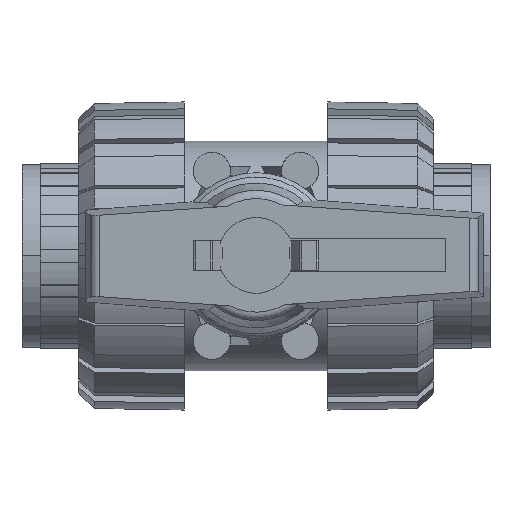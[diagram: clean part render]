
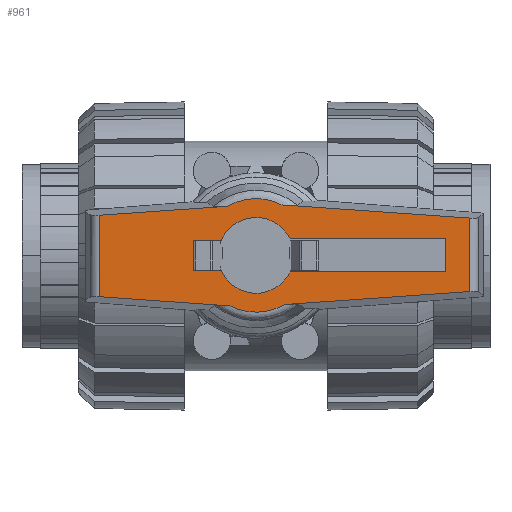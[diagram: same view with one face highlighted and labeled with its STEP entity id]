
A CAD part, top view. The second image highlights one B-rep face of the part: STEP entity #961.
In plain terms, the highlighted planar face has unit normal (0, 0, 1).
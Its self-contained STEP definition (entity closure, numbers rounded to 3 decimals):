
#961=ADVANCED_FACE('',(#2271,#2272,#2273),#2274,.T.);
#2271=FACE_OUTER_BOUND('',#4018,.T.);
#2272=FACE_BOUND('',#4019,.T.);
#2273=FACE_BOUND('',#4020,.T.);
#2274=PLANE('',#4021);
#4018=EDGE_LOOP('',(#6392,#6393,#6394,#6395,#6396,#6397,#6398,#6399));
#4019=EDGE_LOOP('',(#6400,#6401,#6402,#6403));
#4020=EDGE_LOOP('',(#6404,#6405,#6406,#6407));
#4021=AXIS2_PLACEMENT_3D('',#6408,#6409,#6410);
#6392=ORIENTED_EDGE('',*,*,#11118,.T.);
#6393=ORIENTED_EDGE('',*,*,#11325,.T.);
#6394=ORIENTED_EDGE('',*,*,#11243,.T.);
#6395=ORIENTED_EDGE('',*,*,#11261,.F.);
#6396=ORIENTED_EDGE('',*,*,#11144,.T.);
#6397=ORIENTED_EDGE('',*,*,#11284,.T.);
#6398=ORIENTED_EDGE('',*,*,#11231,.T.);
#6399=ORIENTED_EDGE('',*,*,#11259,.T.);
#6400=ORIENTED_EDGE('',*,*,#11199,.T.);
#6401=ORIENTED_EDGE('',*,*,#11183,.T.);
#6402=ORIENTED_EDGE('',*,*,#11176,.T.);
#6403=ORIENTED_EDGE('',*,*,#11191,.T.);
#6404=ORIENTED_EDGE('',*,*,#11151,.T.);
#6405=ORIENTED_EDGE('',*,*,#11166,.T.);
#6406=ORIENTED_EDGE('',*,*,#11174,.T.);
#6407=ORIENTED_EDGE('',*,*,#11158,.T.);
#6408=CARTESIAN_POINT('',(6.432,0.0,121.5));
#6409=DIRECTION('',(0.0,0.0,1.0));
#6410=DIRECTION('',(1.0,0.0,0.0));
#11118=EDGE_CURVE('',#13394,#13392,#13395,.T.);
#11144=EDGE_CURVE('',#13441,#13439,#13442,.T.);
#11151=EDGE_CURVE('',#13453,#13454,#13455,.T.);
#11158=EDGE_CURVE('',#13466,#13453,#13467,.T.);
#11166=EDGE_CURVE('',#13454,#13478,#13479,.T.);
#11174=EDGE_CURVE('',#13478,#13466,#13488,.T.);
#11176=EDGE_CURVE('',#13490,#13491,#13492,.T.);
#11183=EDGE_CURVE('',#13503,#13490,#13504,.T.);
#11191=EDGE_CURVE('',#13491,#13515,#13516,.T.);
#11199=EDGE_CURVE('',#13515,#13503,#13525,.T.);
#11231=EDGE_CURVE('',#13574,#13572,#13575,.T.);
#11243=EDGE_CURVE('',#13594,#13592,#13595,.T.);
#11259=EDGE_CURVE('',#13572,#13394,#13614,.T.);
#11261=EDGE_CURVE('',#13441,#13592,#13616,.T.);
#11284=EDGE_CURVE('',#13439,#13574,#13647,.T.);
#11325=EDGE_CURVE('',#13392,#13594,#13696,.T.);
#13392=VERTEX_POINT('',#16835);
#13394=VERTEX_POINT('',#16866);
#13395=LINE('',#16867,#16868);
#13439=VERTEX_POINT('',#17018);
#13441=VERTEX_POINT('',#17049);
#13442=LINE('',#17050,#17051);
#13453=VERTEX_POINT('',#17065);
#13454=VERTEX_POINT('',#17066);
#13455=LINE('',#17067,#17068);
#13466=VERTEX_POINT('',#17082);
#13467=LINE('',#17083,#17084);
#13478=VERTEX_POINT('',#17099);
#13479=LINE('',#17100,#17101);
#13488=LINE('',#17113,#17114);
#13490=VERTEX_POINT('',#17116);
#13491=VERTEX_POINT('',#17117);
#13492=LINE('',#17118,#17119);
#13503=VERTEX_POINT('',#17133);
#13504=LINE('',#17134,#17135);
#13515=VERTEX_POINT('',#17150);
#13516=LINE('',#17151,#17152);
#13525=LINE('',#17164,#17165);
#13572=VERTEX_POINT('',#17287);
#13574=VERTEX_POINT('',#17289);
#13575=LINE('',#17290,#17291);
#13592=VERTEX_POINT('',#17362);
#13594=VERTEX_POINT('',#17364);
#13595=LINE('',#17365,#17366);
#13614=LINE('',#17457,#17458);
#13616=LINE('',#17460,#17461);
#13647=CIRCLE('',#17563,12.863);
#13696=CIRCLE('',#17683,12.863);
#16835=CARTESIAN_POINT('',(-5.901,-11.43,121.5));
#16866=CARTESIAN_POINT('',(-35.537,-9.357,121.5));
#16867=CARTESIAN_POINT('',(-4.089,-11.556,121.5));
#16868=VECTOR('',#23804,1.0);
#17018=CARTESIAN_POINT('',(5.901,11.43,121.5));
#17049=CARTESIAN_POINT('',(48.412,8.457,121.5));
#17050=CARTESIAN_POINT('',(27.237,9.938,121.5));
#17051=VECTOR('',#23824,1.0);
#17065=CARTESIAN_POINT('',(-7.534,-3.375,121.5));
#17066=CARTESIAN_POINT('',(-14.217,-3.375,121.5));
#17067=CARTESIAN_POINT('',(-2.356,-3.375,121.5));
#17068=VECTOR('',#23834,1.0);
#17082=CARTESIAN_POINT('',(-7.534,3.375,121.5));
#17083=CARTESIAN_POINT('',(-7.534,-1.688,121.5));
#17084=VECTOR('',#23844,1.0);
#17099=CARTESIAN_POINT('',(-14.217,3.375,121.5));
#17100=CARTESIAN_POINT('',(-14.217,5.063,121.5));
#17101=VECTOR('',#23852,1.0);
#17113=CARTESIAN_POINT('',(-2.356,3.375,121.5));
#17114=VECTOR('',#23859,1.0);
#17116=CARTESIAN_POINT('',(7.534,3.375,121.5));
#17117=CARTESIAN_POINT('',(14.217,3.375,121.5));
#17118=CARTESIAN_POINT('',(8.788,3.375,121.5));
#17119=VECTOR('',#23860,1.0);
#17133=CARTESIAN_POINT('',(7.534,-3.375,121.5));
#17134=CARTESIAN_POINT('',(7.534,1.688,121.5));
#17135=VECTOR('',#23870,1.0);
#17150=CARTESIAN_POINT('',(14.217,-3.375,121.5));
#17151=CARTESIAN_POINT('',(14.217,8.438,121.5));
#17152=VECTOR('',#23878,1.0);
#17164=CARTESIAN_POINT('',(8.788,-3.375,121.5));
#17165=VECTOR('',#23885,1.0);
#17287=CARTESIAN_POINT('',(-35.537,9.091,121.5));
#17289=CARTESIAN_POINT('',(-6.458,11.125,121.5));
#17290=CARTESIAN_POINT('',(-3.131,11.357,121.5));
#17291=VECTOR('',#23921,1.0);
#17362=CARTESIAN_POINT('',(48.412,-8.191,121.5));
#17364=CARTESIAN_POINT('',(6.458,-11.125,121.5));
#17365=CARTESIAN_POINT('',(28.158,-9.607,121.5));
#17366=VECTOR('',#23934,1.0);
#17457=CARTESIAN_POINT('',(-35.537,13.5,121.5));
#17458=VECTOR('',#23940,1.0);
#17460=CARTESIAN_POINT('',(48.412,13.5,121.5));
#17461=VECTOR('',#23941,1.0);
#17563=AXIS2_PLACEMENT_3D('',#23966,#23967,#23968);
#17683=AXIS2_PLACEMENT_3D('',#24011,#24012,#24013);
#23804=DIRECTION('',(0.998,-0.07,0.0));
#23824=DIRECTION('',(-0.998,0.07,0.0));
#23834=DIRECTION('',(-1.0,0.0,0.0));
#23844=DIRECTION('',(0.0,-1.0,0.0));
#23852=DIRECTION('',(0.0,1.0,-0.0));
#23859=DIRECTION('',(1.0,0.0,0.0));
#23860=DIRECTION('',(1.0,0.0,-0.0));
#23870=DIRECTION('',(0.0,1.0,-0.0));
#23878=DIRECTION('',(0.0,-1.0,0.0));
#23885=DIRECTION('',(-1.0,0.0,0.0));
#23921=DIRECTION('',(-0.998,-0.07,0.0));
#23934=DIRECTION('',(0.998,0.07,-0.0));
#23940=DIRECTION('',(0.0,-1.0,0.0));
#23941=DIRECTION('',(0.0,-1.0,0.0));
#23966=CARTESIAN_POINT('',(0.0,0.0,121.5));
#23967=DIRECTION('',(0.0,0.0,1.0));
#23968=DIRECTION('',(1.0,0.0,0.0));
#24011=CARTESIAN_POINT('',(0.0,0.0,121.5));
#24012=DIRECTION('',(0.0,0.0,1.0));
#24013=DIRECTION('',(1.0,0.0,0.0));
